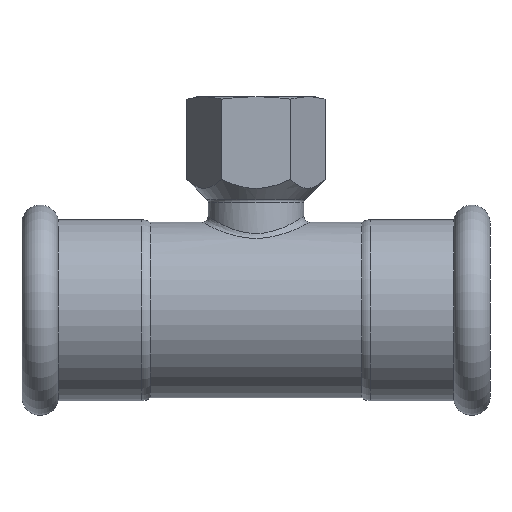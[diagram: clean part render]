
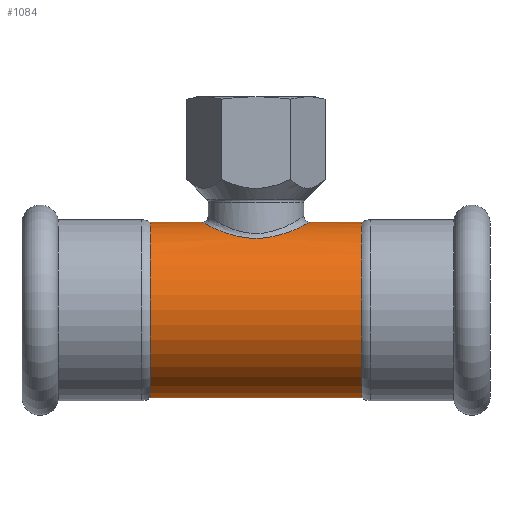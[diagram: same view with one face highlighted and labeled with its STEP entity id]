
A CAD part, front view. The second image highlights one B-rep face of the part: STEP entity #1084.
In plain terms, the highlighted cylindrical face has radius 22 mm (diameter 44 mm), a full revolution.
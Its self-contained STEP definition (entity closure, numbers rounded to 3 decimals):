
#20=B_SPLINE_CURVE_WITH_KNOTS('',3,(#2186,#2187,#2188,#2189,#2190,#2191,
#2192,#2193,#2194,#2195,#2196,#2197,#2198,#2199,#2200,#2201,#2202,#2203),
 .UNSPECIFIED.,.T.,.F.,(4,1,1,1,1,1,1,1,1,1,1,1,1,1,1,4),(-7.414,
-6.884,-6.355,-5.649,-5.296,
-4.589,-4.236,-3.883,-3.53,
-3.177,-2.471,-2.118,-1.589,
-1.059,-0.53,0.),.UNSPECIFIED.);
#75=FACE_BOUND('',#274,.T.);
#112=LINE('',#2215,#146);
#146=VECTOR('',#1558,22.);
#169=CYLINDRICAL_SURFACE('',#1238,22.);
#215=FACE_OUTER_BOUND('',#273,.T.);
#273=EDGE_LOOP('',(#929,#930,#931,#932,#933,#934,#935,#936));
#274=EDGE_LOOP('',(#937));
#369=CIRCLE('',#1239,22.);
#370=CIRCLE('',#1240,22.);
#371=CIRCLE('',#1241,22.);
#372=CIRCLE('',#1242,22.);
#373=CIRCLE('',#1243,22.);
#374=CIRCLE('',#1244,22.);
#490=VERTEX_POINT('',#2155);
#495=VERTEX_POINT('',#2209);
#496=VERTEX_POINT('',#2210);
#497=VERTEX_POINT('',#2212);
#498=VERTEX_POINT('',#2214);
#499=VERTEX_POINT('',#2216);
#500=VERTEX_POINT('',#2218);
#650=EDGE_CURVE('',#490,#490,#20,.T.);
#653=EDGE_CURVE('',#495,#496,#369,.T.);
#654=EDGE_CURVE('',#497,#495,#370,.T.);
#655=EDGE_CURVE('',#497,#498,#112,.T.);
#656=EDGE_CURVE('',#498,#499,#371,.T.);
#657=EDGE_CURVE('',#499,#500,#372,.T.);
#658=EDGE_CURVE('',#500,#498,#373,.T.);
#659=EDGE_CURVE('',#496,#497,#374,.T.);
#929=ORIENTED_EDGE('',*,*,#653,.F.);
#930=ORIENTED_EDGE('',*,*,#654,.F.);
#931=ORIENTED_EDGE('',*,*,#655,.T.);
#932=ORIENTED_EDGE('',*,*,#656,.T.);
#933=ORIENTED_EDGE('',*,*,#657,.T.);
#934=ORIENTED_EDGE('',*,*,#658,.T.);
#935=ORIENTED_EDGE('',*,*,#655,.F.);
#936=ORIENTED_EDGE('',*,*,#659,.F.);
#937=ORIENTED_EDGE('',*,*,#650,.F.);
#1084=ADVANCED_FACE('',(#215,#75),#169,.T.);
#1238=AXIS2_PLACEMENT_3D('',#2208,#1552,#1553);
#1239=AXIS2_PLACEMENT_3D('',#2211,#1554,#1555);
#1240=AXIS2_PLACEMENT_3D('',#2213,#1556,#1557);
#1241=AXIS2_PLACEMENT_3D('',#2217,#1559,#1560);
#1242=AXIS2_PLACEMENT_3D('',#2219,#1561,#1562);
#1243=AXIS2_PLACEMENT_3D('',#2220,#1563,#1564);
#1244=AXIS2_PLACEMENT_3D('',#2221,#1565,#1566);
#1552=DIRECTION('center_axis',(1.,0.,0.));
#1553=DIRECTION('ref_axis',(0.,1.,0.));
#1554=DIRECTION('center_axis',(1.,0.,0.));
#1555=DIRECTION('ref_axis',(0.,1.,0.));
#1556=DIRECTION('center_axis',(1.,0.,0.));
#1557=DIRECTION('ref_axis',(0.,1.,0.));
#1558=DIRECTION('',(-1.,0.,0.));
#1559=DIRECTION('center_axis',(1.,0.,0.));
#1560=DIRECTION('ref_axis',(0.,1.,0.));
#1561=DIRECTION('center_axis',(1.,0.,0.));
#1562=DIRECTION('ref_axis',(0.,1.,0.));
#1563=DIRECTION('center_axis',(1.,0.,0.));
#1564=DIRECTION('ref_axis',(0.,1.,0.));
#1565=DIRECTION('center_axis',(1.,0.,0.));
#1566=DIRECTION('ref_axis',(0.,1.,0.));
#2155=CARTESIAN_POINT('',(0.,12.638,18.008));
#2186=CARTESIAN_POINT('Ctrl Pts',(0.,12.638,
18.008));
#2187=CARTESIAN_POINT('Ctrl Pts',(-2.069,12.638,18.008));
#2188=CARTESIAN_POINT('Ctrl Pts',(-6.157,11.705,18.689));
#2189=CARTESIAN_POINT('Ctrl Pts',(-11.366,7.82,20.828));
#2190=CARTESIAN_POINT('Ctrl Pts',(-13.791,2.322,22.161));
#2191=CARTESIAN_POINT('Ctrl Pts',(-13.234,-4.263,21.857));
#2192=CARTESIAN_POINT('Ctrl Pts',(-10.396,-8.705,20.353));
#2193=CARTESIAN_POINT('Ctrl Pts',(-6.024,-11.514,18.776));
#2194=CARTESIAN_POINT('Ctrl Pts',(-2.107,-12.686,17.978));
#2195=CARTESIAN_POINT('Ctrl Pts',(2.109,-12.686,17.972));
#2196=CARTESIAN_POINT('Ctrl Pts',(7.325,-11.127,19.055));
#2197=CARTESIAN_POINT('Ctrl Pts',(11.292,-7.68,20.843));
#2198=CARTESIAN_POINT('Ctrl Pts',(13.614,-2.341,22.057));
#2199=CARTESIAN_POINT('Ctrl Pts',(13.61,3.014,22.055));
#2200=CARTESIAN_POINT('Ctrl Pts',(10.836,8.197,20.601));
#2201=CARTESIAN_POINT('Ctrl Pts',(6.162,11.713,18.696));
#2202=CARTESIAN_POINT('Ctrl Pts',(2.069,12.638,18.008));
#2203=CARTESIAN_POINT('Ctrl Pts',(0.,12.638,
18.008));
#2208=CARTESIAN_POINT('Origin',(22.1,0.,0.));
#2209=CARTESIAN_POINT('',(26.55,22.,0.));
#2210=CARTESIAN_POINT('',(26.55,0.,22.));
#2211=CARTESIAN_POINT('Origin',(26.55,0.,0.));
#2212=CARTESIAN_POINT('',(26.55,-22.,0.));
#2213=CARTESIAN_POINT('Origin',(26.55,0.,0.));
#2214=CARTESIAN_POINT('',(-26.55,-22.,0.));
#2215=CARTESIAN_POINT('',(22.1,-22.,0.));
#2216=CARTESIAN_POINT('',(-26.55,22.,0.));
#2217=CARTESIAN_POINT('Origin',(-26.55,0.,0.));
#2218=CARTESIAN_POINT('',(-26.55,0.,22.));
#2219=CARTESIAN_POINT('Origin',(-26.55,0.,0.));
#2220=CARTESIAN_POINT('Origin',(-26.55,0.,0.));
#2221=CARTESIAN_POINT('Origin',(26.55,0.,0.));
